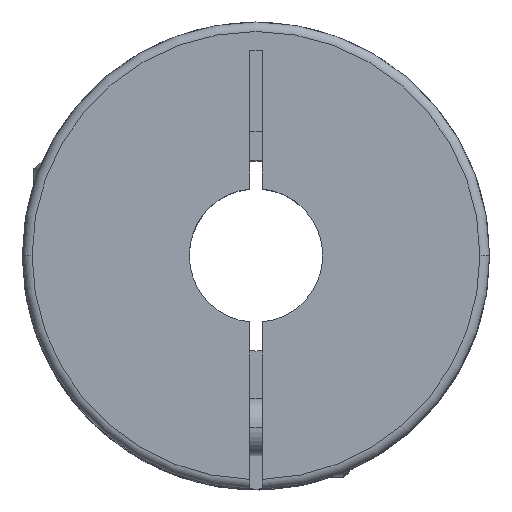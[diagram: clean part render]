
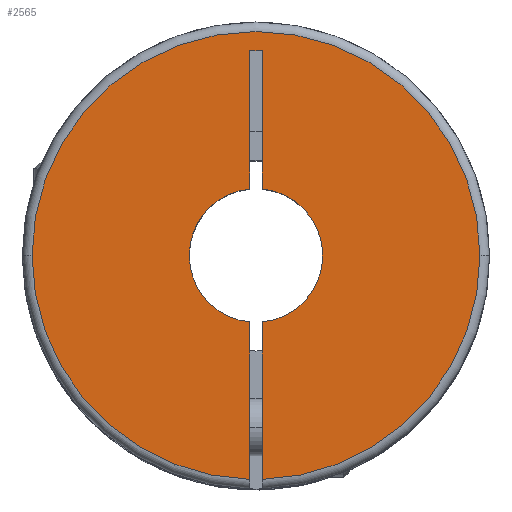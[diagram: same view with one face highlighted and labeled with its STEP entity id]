
A CAD part, top view. The second image highlights one B-rep face of the part: STEP entity #2565.
In plain terms, the highlighted planar face has unit normal (0, 0, 1).
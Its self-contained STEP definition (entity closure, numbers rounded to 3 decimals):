
#39 = CIRCLE ( 'NONE', #3481, 23.5 ) ;
#124 = ORIENTED_EDGE ( 'NONE', *, *, #3876, .T. ) ;
#207 = PLANE ( 'NONE',  #2422 ) ;
#230 = DIRECTION ( 'NONE',  ( 0., 0., -1. ) ) ;
#334 = CARTESIAN_POINT ( 'NONE',  ( 0.65, -6.97, 0. ) ) ;
#342 = CARTESIAN_POINT ( 'NONE',  ( 0.65, -24.5, 0. ) ) ;
#377 = VECTOR ( 'NONE', #4085, 1000. ) ;
#447 = ORIENTED_EDGE ( 'NONE', *, *, #502, .F. ) ;
#462 = CARTESIAN_POINT ( 'NONE',  ( -0.65, 6.97, 0. ) ) ;
#491 = ORIENTED_EDGE ( 'NONE', *, *, #2862, .T. ) ;
#502 = EDGE_CURVE ( 'NONE', #2208, #4145, #3861, .T. ) ;
#513 = ORIENTED_EDGE ( 'NONE', *, *, #2186, .F. ) ;
#639 = CARTESIAN_POINT ( 'NONE',  ( 0., 0., 0. ) ) ;
#665 = VECTOR ( 'NONE', #1018, 1000. ) ;
#1005 = CARTESIAN_POINT ( 'NONE',  ( -23.5, 0., 0. ) ) ;
#1018 = DIRECTION ( 'NONE',  ( 0., 1., 0. ) ) ;
#1061 = VERTEX_POINT ( 'NONE', #3093 ) ;
#1121 = CARTESIAN_POINT ( 'NONE',  ( 0., 0., 0. ) ) ;
#1136 = CARTESIAN_POINT ( 'NONE',  ( 0., 0., 0. ) ) ;
#1177 = ORIENTED_EDGE ( 'NONE', *, *, #1530, .F. ) ;
#1224 = CARTESIAN_POINT ( 'NONE',  ( 0.65, -24.5, 0. ) ) ;
#1270 = EDGE_CURVE ( 'NONE', #4145, #3457, #4324, .T. ) ;
#1278 = CIRCLE ( 'NONE', #1871, 23.5 ) ;
#1298 = VERTEX_POINT ( 'NONE', #2184 ) ;
#1300 = DIRECTION ( 'NONE',  ( -1., 0., 0. ) ) ;
#1349 = VECTOR ( 'NONE', #2221, 1000. ) ;
#1355 = ORIENTED_EDGE ( 'NONE', *, *, #4317, .F. ) ;
#1500 = CIRCLE ( 'NONE', #2866, 7. ) ;
#1530 = EDGE_CURVE ( 'NONE', #3467, #3218, #3022, .T. ) ;
#1564 = AXIS2_PLACEMENT_3D ( 'NONE', #1967, #3433, #3692 ) ;
#1575 = EDGE_LOOP ( 'NONE', ( #2135, #3390, #491, #2178, #513, #2116, #447, #124, #1177, #1355, #3251 ) ) ;
#1631 = EDGE_CURVE ( 'NONE', #1298, #3857, #2935, .T. ) ;
#1651 = AXIS2_PLACEMENT_3D ( 'NONE', #639, #3854, #1300 ) ;
#1655 = DIRECTION ( 'NONE',  ( 0., -1., 0. ) ) ;
#1724 = VECTOR ( 'NONE', #3560, 1000. ) ;
#1794 = CIRCLE ( 'NONE', #1564, 23.5 ) ;
#1795 = DIRECTION ( 'NONE',  ( -1., 0., 0. ) ) ;
#1849 = CARTESIAN_POINT ( 'NONE',  ( -0.65, 21.5, 0. ) ) ;
#1871 = AXIS2_PLACEMENT_3D ( 'NONE', #1121, #3338, #2227 ) ;
#1967 = CARTESIAN_POINT ( 'NONE',  ( 0., 0., 0. ) ) ;
#2116 = ORIENTED_EDGE ( 'NONE', *, *, #1270, .F. ) ;
#2124 = LINE ( 'NONE', #3514, #1724 ) ;
#2135 = ORIENTED_EDGE ( 'NONE', *, *, #2310, .F. ) ;
#2166 = VECTOR ( 'NONE', #2585, 1000. ) ;
#2178 = ORIENTED_EDGE ( 'NONE', *, *, #4159, .T. ) ;
#2184 = CARTESIAN_POINT ( 'NONE',  ( -0.65, -6.97, 0. ) ) ;
#2186 = EDGE_CURVE ( 'NONE', #3457, #2373, #2124, .T. ) ;
#2208 = VERTEX_POINT ( 'NONE', #3844 ) ;
#2221 = DIRECTION ( 'NONE',  ( 0., -1., 0. ) ) ;
#2227 = DIRECTION ( 'NONE',  ( -1., 0., 0. ) ) ;
#2310 = EDGE_CURVE ( 'NONE', #3857, #4384, #39, .T. ) ;
#2363 = CIRCLE ( 'NONE', #4385, 7. ) ;
#2373 = VERTEX_POINT ( 'NONE', #462 ) ;
#2422 = AXIS2_PLACEMENT_3D ( 'NONE', #3449, #230, #1655 ) ;
#2526 = DIRECTION ( 'NONE',  ( 0., 0., -1. ) ) ;
#2559 = CARTESIAN_POINT ( 'NONE',  ( 0., 0., 0. ) ) ;
#2565 = ADVANCED_FACE ( 'NONE', ( #3775 ), #207, .F. ) ;
#2585 = DIRECTION ( 'NONE',  ( -1., 0., 0. ) ) ;
#2862 = EDGE_CURVE ( 'NONE', #1298, #3385, #2363, .T. ) ;
#2866 = AXIS2_PLACEMENT_3D ( 'NONE', #2559, #3988, #4342 ) ;
#2935 = LINE ( 'NONE', #4361, #1349 ) ;
#3022 = LINE ( 'NONE', #1224, #377 ) ;
#3024 = CARTESIAN_POINT ( 'NONE',  ( 0.65, -23.491, 0. ) ) ;
#3093 = CARTESIAN_POINT ( 'NONE',  ( 23.5, 0., 0. ) ) ;
#3218 = VERTEX_POINT ( 'NONE', #334 ) ;
#3251 = ORIENTED_EDGE ( 'NONE', *, *, #3949, .F. ) ;
#3270 = CARTESIAN_POINT ( 'NONE',  ( -0.65, -23.491, 0. ) ) ;
#3338 = DIRECTION ( 'NONE',  ( 0., 0., -1. ) ) ;
#3385 = VERTEX_POINT ( 'NONE', #4037 ) ;
#3390 = ORIENTED_EDGE ( 'NONE', *, *, #1631, .F. ) ;
#3433 = DIRECTION ( 'NONE',  ( 0., 0., -1. ) ) ;
#3449 = CARTESIAN_POINT ( 'NONE',  ( 0., 0., 0. ) ) ;
#3457 = VERTEX_POINT ( 'NONE', #1849 ) ;
#3467 = VERTEX_POINT ( 'NONE', #3024 ) ;
#3481 = AXIS2_PLACEMENT_3D ( 'NONE', #3935, #3578, #1795 ) ;
#3514 = CARTESIAN_POINT ( 'NONE',  ( -0.65, 21.5, 0. ) ) ;
#3560 = DIRECTION ( 'NONE',  ( 0., -1., 0. ) ) ;
#3578 = DIRECTION ( 'NONE',  ( 0., 0., -1. ) ) ;
#3678 = CIRCLE ( 'NONE', #1651, 7. ) ;
#3692 = DIRECTION ( 'NONE',  ( -1., 0., 0. ) ) ;
#3775 = FACE_OUTER_BOUND ( 'NONE', #1575, .T. ) ;
#3835 = CARTESIAN_POINT ( 'NONE',  ( 0.65, 21.5, 0. ) ) ;
#3844 = CARTESIAN_POINT ( 'NONE',  ( 0.65, 6.97, 0. ) ) ;
#3854 = DIRECTION ( 'NONE',  ( 0., 0., -1. ) ) ;
#3857 = VERTEX_POINT ( 'NONE', #3270 ) ;
#3861 = LINE ( 'NONE', #342, #665 ) ;
#3876 = EDGE_CURVE ( 'NONE', #2208, #3218, #1500, .T. ) ;
#3935 = CARTESIAN_POINT ( 'NONE',  ( 0., 0., 0. ) ) ;
#3949 = EDGE_CURVE ( 'NONE', #4384, #1061, #1278, .T. ) ;
#3950 = DIRECTION ( 'NONE',  ( -1., 0., 0. ) ) ;
#3988 = DIRECTION ( 'NONE',  ( 0., 0., -1. ) ) ;
#4037 = CARTESIAN_POINT ( 'NONE',  ( -7., 0., 0. ) ) ;
#4085 = DIRECTION ( 'NONE',  ( 0., 1., 0. ) ) ;
#4145 = VERTEX_POINT ( 'NONE', #3835 ) ;
#4159 = EDGE_CURVE ( 'NONE', #3385, #2373, #3678, .T. ) ;
#4317 = EDGE_CURVE ( 'NONE', #1061, #3467, #1794, .T. ) ;
#4324 = LINE ( 'NONE', #4346, #2166 ) ;
#4342 = DIRECTION ( 'NONE',  ( -1., 0., 0. ) ) ;
#4346 = CARTESIAN_POINT ( 'NONE',  ( 0.65, 21.5, 0. ) ) ;
#4361 = CARTESIAN_POINT ( 'NONE',  ( -0.65, 21.5, 0. ) ) ;
#4384 = VERTEX_POINT ( 'NONE', #1005 ) ;
#4385 = AXIS2_PLACEMENT_3D ( 'NONE', #1136, #2526, #3950 ) ;
